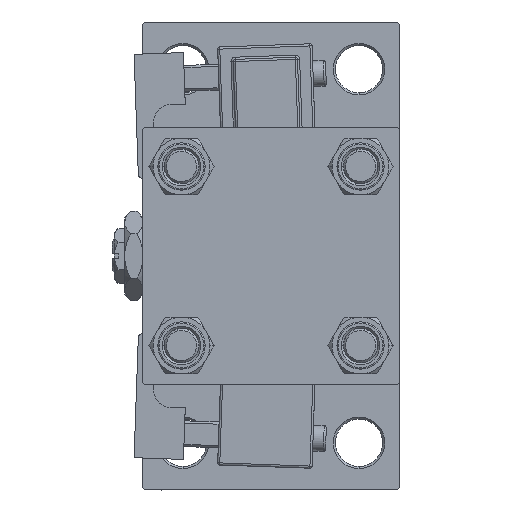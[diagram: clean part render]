
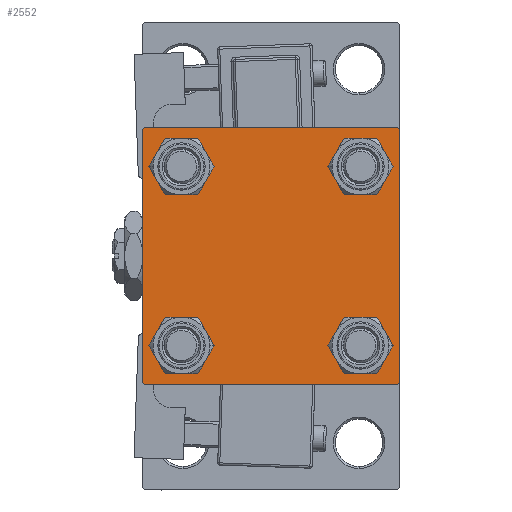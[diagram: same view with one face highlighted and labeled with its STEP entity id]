
A CAD part, left-side view. The second image highlights one B-rep face of the part: STEP entity #2552.
In plain terms, the highlighted planar face has unit normal (-1, 0, 0).
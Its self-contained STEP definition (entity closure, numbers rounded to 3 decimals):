
#316 = CARTESIAN_POINT ( 'NONE',  ( 0., 0., 0. ) ) ;
#685 = VERTEX_POINT ( 'NONE', #13506 ) ;
#749 = EDGE_CURVE ( 'NONE', #5895, #19553, #38426, .T. ) ;
#1231 = CARTESIAN_POINT ( 'NONE',  ( 0., 20.85, 20.85 ) ) ;
#1271 = ORIENTED_EDGE ( 'NONE', *, *, #46493, .T. ) ;
#1362 = CARTESIAN_POINT ( 'NONE',  ( 0., 30., -30. ) ) ;
#2174 = EDGE_CURVE ( 'NONE', #21953, #685, #4981, .T. ) ;
#2505 = EDGE_LOOP ( 'NONE', ( #51951, #53805, #21274, #31754, #27646, #27256, #30818, #31800 ) ) ;
#2552 = ADVANCED_FACE ( 'NONE', ( #29621, #46463, #8608, #17178, #4479 ), #30169, .T. ) ;
#2824 = DIRECTION ( 'NONE',  ( 1., 0., 0. ) ) ;
#3204 = DIRECTION ( 'NONE',  ( 1., 0., 0. ) ) ;
#3208 = DIRECTION ( 'NONE',  ( 1., 0., 0. ) ) ;
#3284 = EDGE_CURVE ( 'NONE', #52547, #11495, #41160, .T. ) ;
#4114 = EDGE_CURVE ( 'NONE', #27577, #44980, #44142, .T. ) ;
#4479 = FACE_OUTER_BOUND ( 'NONE', #2505, .T. ) ;
#4864 = CARTESIAN_POINT ( 'NONE',  ( 0., -20.85, -20.85 ) ) ;
#4981 = CIRCLE ( 'NONE', #32344, 4.5 ) ;
#4994 = CIRCLE ( 'NONE', #42929, 4.5 ) ;
#5015 = DIRECTION ( 'NONE',  ( 0., 0., 1. ) ) ;
#5110 = DIRECTION ( 'NONE',  ( 0., 0., -1. ) ) ;
#5160 = DIRECTION ( 'NONE',  ( 0., 0., 1. ) ) ;
#5521 = LINE ( 'NONE', #1362, #45981 ) ;
#5591 = VECTOR ( 'NONE', #36255, 1000. ) ;
#5895 = VERTEX_POINT ( 'NONE', #30160 ) ;
#6737 = EDGE_LOOP ( 'NONE', ( #22364, #51901 ) ) ;
#6925 = EDGE_LOOP ( 'NONE', ( #18468, #13354 ) ) ;
#7354 = CARTESIAN_POINT ( 'NONE',  ( 0., -20.85, -20.85 ) ) ;
#8025 = ORIENTED_EDGE ( 'NONE', *, *, #2174, .T. ) ;
#8608 = FACE_BOUND ( 'NONE', #6737, .T. ) ;
#9395 = VERTEX_POINT ( 'NONE', #10858 ) ;
#10858 = CARTESIAN_POINT ( 'NONE',  ( 0., -29.5, 30. ) ) ;
#10908 = EDGE_CURVE ( 'NONE', #11495, #52547, #29719, .T. ) ;
#11495 = VERTEX_POINT ( 'NONE', #19123 ) ;
#11730 = DIRECTION ( 'NONE',  ( 1., 0., 0. ) ) ;
#12816 = EDGE_CURVE ( 'NONE', #53009, #26806, #32064, .T. ) ;
#13354 = ORIENTED_EDGE ( 'NONE', *, *, #749, .T. ) ;
#13416 = CARTESIAN_POINT ( 'NONE',  ( 0., 30., 30. ) ) ;
#13506 = CARTESIAN_POINT ( 'NONE',  ( 0., -20.85, 25.35 ) ) ;
#13726 = CARTESIAN_POINT ( 'NONE',  ( 0., -29.5, -30. ) ) ;
#14672 = DIRECTION ( 'NONE',  ( 0., 0.707, -0.707 ) ) ;
#15338 = EDGE_CURVE ( 'NONE', #50093, #9395, #53696, .T. ) ;
#15588 = AXIS2_PLACEMENT_3D ( 'NONE', #316, #34318, #5015 ) ;
#16009 = EDGE_CURVE ( 'NONE', #50093, #44980, #44955, .T. ) ;
#16140 = DIRECTION ( 'NONE',  ( 0., 0.707, 0.707 ) ) ;
#17178 = FACE_BOUND ( 'NONE', #6925, .T. ) ;
#18222 = DIRECTION ( 'NONE',  ( 0., -1., 0. ) ) ;
#18228 = AXIS2_PLACEMENT_3D ( 'NONE', #4864, #20888, #50725 ) ;
#18468 = ORIENTED_EDGE ( 'NONE', *, *, #50735, .T. ) ;
#18804 = CIRCLE ( 'NONE', #54090, 4.5 ) ;
#19123 = CARTESIAN_POINT ( 'NONE',  ( 0., -20.85, -25.35 ) ) ;
#19553 = VERTEX_POINT ( 'NONE', #40667 ) ;
#19661 = LINE ( 'NONE', #36527, #5591 ) ;
#19780 = VERTEX_POINT ( 'NONE', #30696 ) ;
#19995 = CARTESIAN_POINT ( 'NONE',  ( 0., -29.75, 29.75 ) ) ;
#20112 = VECTOR ( 'NONE', #23689, 1000. ) ;
#20888 = DIRECTION ( 'NONE',  ( 1., 0., 0. ) ) ;
#21089 = EDGE_CURVE ( 'NONE', #26806, #22608, #25299, .T. ) ;
#21274 = ORIENTED_EDGE ( 'NONE', *, *, #23191, .T. ) ;
#21419 = CARTESIAN_POINT ( 'NONE',  ( 0., 30., 30. ) ) ;
#21422 = CIRCLE ( 'NONE', #24067, 4.5 ) ;
#21423 = DIRECTION ( 'NONE',  ( 0., -1., 0. ) ) ;
#21754 = CARTESIAN_POINT ( 'NONE',  ( 0., 29.5, 30. ) ) ;
#21953 = VERTEX_POINT ( 'NONE', #53825 ) ;
#22364 = ORIENTED_EDGE ( 'NONE', *, *, #31431, .T. ) ;
#22373 = CARTESIAN_POINT ( 'NONE',  ( 0., 30., -29.5 ) ) ;
#22608 = VERTEX_POINT ( 'NONE', #22373 ) ;
#23191 = EDGE_CURVE ( 'NONE', #19780, #27577, #5521, .T. ) ;
#23420 = DIRECTION ( 'NONE',  ( 0., 0., 1. ) ) ;
#23689 = DIRECTION ( 'NONE',  ( 0., 0., -1. ) ) ;
#24067 = AXIS2_PLACEMENT_3D ( 'NONE', #54310, #3208, #28366 ) ;
#24199 = EDGE_LOOP ( 'NONE', ( #1271, #8025 ) ) ;
#25299 = LINE ( 'NONE', #21419, #37076 ) ;
#25551 = CARTESIAN_POINT ( 'NONE',  ( 0., 30., 29.5 ) ) ;
#25993 = CARTESIAN_POINT ( 'NONE',  ( 0., -30., 29.5 ) ) ;
#26806 = VERTEX_POINT ( 'NONE', #25551 ) ;
#27109 = AXIS2_PLACEMENT_3D ( 'NONE', #50477, #46333, #5160 ) ;
#27118 = CARTESIAN_POINT ( 'NONE',  ( 0., -20.85, -16.35 ) ) ;
#27256 = ORIENTED_EDGE ( 'NONE', *, *, #15338, .T. ) ;
#27435 = DIRECTION ( 'NONE',  ( 0., 0., 1. ) ) ;
#27577 = VERTEX_POINT ( 'NONE', #13726 ) ;
#27646 = ORIENTED_EDGE ( 'NONE', *, *, #16009, .F. ) ;
#28366 = DIRECTION ( 'NONE',  ( 0., 0., 1. ) ) ;
#28587 = DIRECTION ( 'NONE',  ( 0., 0., 1. ) ) ;
#29621 = FACE_BOUND ( 'NONE', #24199, .T. ) ;
#29719 = CIRCLE ( 'NONE', #18228, 4.5 ) ;
#30160 = CARTESIAN_POINT ( 'NONE',  ( 0., 20.85, 16.35 ) ) ;
#30169 = PLANE ( 'NONE',  #15588 ) ;
#30635 = CIRCLE ( 'NONE', #27109, 4.5 ) ;
#30696 = CARTESIAN_POINT ( 'NONE',  ( 0., 29.5, -30. ) ) ;
#30719 = EDGE_CURVE ( 'NONE', #45157, #49000, #4994, .T. ) ;
#30818 = ORIENTED_EDGE ( 'NONE', *, *, #53308, .F. ) ;
#30951 = CARTESIAN_POINT ( 'NONE',  ( 0., 20.85, -25.35 ) ) ;
#31431 = EDGE_CURVE ( 'NONE', #49000, #45157, #30635, .T. ) ;
#31754 = ORIENTED_EDGE ( 'NONE', *, *, #4114, .T. ) ;
#31800 = ORIENTED_EDGE ( 'NONE', *, *, #12816, .T. ) ;
#31861 = CARTESIAN_POINT ( 'NONE',  ( 0., 20.85, -20.85 ) ) ;
#32022 = CARTESIAN_POINT ( 'NONE',  ( 0., 20.85, -16.35 ) ) ;
#32064 = LINE ( 'NONE', #49441, #33306 ) ;
#32344 = AXIS2_PLACEMENT_3D ( 'NONE', #49569, #11730, #28587 ) ;
#32418 = VECTOR ( 'NONE', #51876, 1000. ) ;
#33306 = VECTOR ( 'NONE', #14672, 1000. ) ;
#34318 = DIRECTION ( 'NONE',  ( -1., 0., 0. ) ) ;
#34633 = ORIENTED_EDGE ( 'NONE', *, *, #10908, .T. ) ;
#34958 = DIRECTION ( 'NONE',  ( 1., 0., 0. ) ) ;
#36043 = DIRECTION ( 'NONE',  ( 0., 0., 1. ) ) ;
#36125 = CARTESIAN_POINT ( 'NONE',  ( 0., 20.85, 20.85 ) ) ;
#36255 = DIRECTION ( 'NONE',  ( 0., -0.707, -0.707 ) ) ;
#36527 = CARTESIAN_POINT ( 'NONE',  ( 0., 29.75, -29.75 ) ) ;
#36641 = AXIS2_PLACEMENT_3D ( 'NONE', #36125, #49088, #23420 ) ;
#36921 = DIRECTION ( 'NONE',  ( 0., 0., 1. ) ) ;
#37076 = VECTOR ( 'NONE', #5110, 1000. ) ;
#37482 = CARTESIAN_POINT ( 'NONE',  ( 0., -30., 30. ) ) ;
#38426 = CIRCLE ( 'NONE', #36641, 4.5 ) ;
#39480 = VECTOR ( 'NONE', #16140, 1000. ) ;
#39715 = CARTESIAN_POINT ( 'NONE',  ( 0., -29.75, -29.75 ) ) ;
#40308 = AXIS2_PLACEMENT_3D ( 'NONE', #7354, #3204, #36921 ) ;
#40667 = CARTESIAN_POINT ( 'NONE',  ( 0., 20.85, 25.35 ) ) ;
#41160 = CIRCLE ( 'NONE', #40308, 4.5 ) ;
#42687 = LINE ( 'NONE', #13416, #46295 ) ;
#42929 = AXIS2_PLACEMENT_3D ( 'NONE', #31861, #2824, #27435 ) ;
#43915 = EDGE_LOOP ( 'NONE', ( #50986, #34633 ) ) ;
#44142 = LINE ( 'NONE', #39715, #32418 ) ;
#44955 = LINE ( 'NONE', #37482, #20112 ) ;
#44980 = VERTEX_POINT ( 'NONE', #50025 ) ;
#45157 = VERTEX_POINT ( 'NONE', #30951 ) ;
#45981 = VECTOR ( 'NONE', #18222, 1000. ) ;
#46295 = VECTOR ( 'NONE', #21423, 1000. ) ;
#46333 = DIRECTION ( 'NONE',  ( 1., 0., 0. ) ) ;
#46463 = FACE_BOUND ( 'NONE', #43915, .T. ) ;
#46493 = EDGE_CURVE ( 'NONE', #685, #21953, #21422, .T. ) ;
#49000 = VERTEX_POINT ( 'NONE', #32022 ) ;
#49088 = DIRECTION ( 'NONE',  ( 1., 0., 0. ) ) ;
#49441 = CARTESIAN_POINT ( 'NONE',  ( 0., 29.75, 29.75 ) ) ;
#49569 = CARTESIAN_POINT ( 'NONE',  ( 0., -20.85, 20.85 ) ) ;
#50025 = CARTESIAN_POINT ( 'NONE',  ( 0., -30., -29.5 ) ) ;
#50093 = VERTEX_POINT ( 'NONE', #25993 ) ;
#50477 = CARTESIAN_POINT ( 'NONE',  ( 0., 20.85, -20.85 ) ) ;
#50725 = DIRECTION ( 'NONE',  ( 0., 0., 1. ) ) ;
#50735 = EDGE_CURVE ( 'NONE', #19553, #5895, #18804, .T. ) ;
#50986 = ORIENTED_EDGE ( 'NONE', *, *, #3284, .T. ) ;
#51326 = EDGE_CURVE ( 'NONE', #22608, #19780, #19661, .T. ) ;
#51876 = DIRECTION ( 'NONE',  ( 0., -0.707, 0.707 ) ) ;
#51901 = ORIENTED_EDGE ( 'NONE', *, *, #30719, .T. ) ;
#51951 = ORIENTED_EDGE ( 'NONE', *, *, #21089, .T. ) ;
#52547 = VERTEX_POINT ( 'NONE', #27118 ) ;
#53009 = VERTEX_POINT ( 'NONE', #21754 ) ;
#53308 = EDGE_CURVE ( 'NONE', #53009, #9395, #42687, .T. ) ;
#53696 = LINE ( 'NONE', #19995, #39480 ) ;
#53805 = ORIENTED_EDGE ( 'NONE', *, *, #51326, .T. ) ;
#53825 = CARTESIAN_POINT ( 'NONE',  ( 0., -20.85, 16.35 ) ) ;
#54090 = AXIS2_PLACEMENT_3D ( 'NONE', #1231, #34958, #36043 ) ;
#54310 = CARTESIAN_POINT ( 'NONE',  ( 0., -20.85, 20.85 ) ) ;
